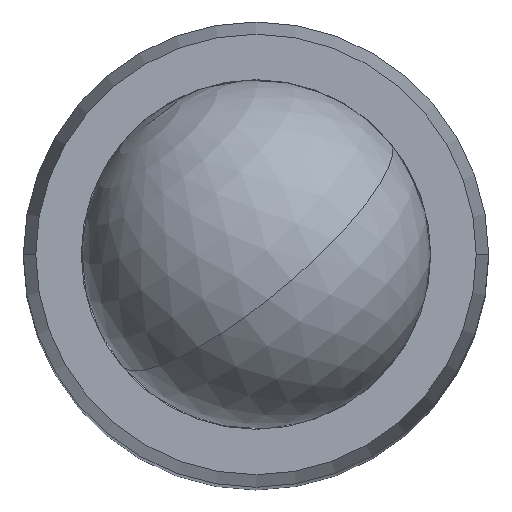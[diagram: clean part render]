
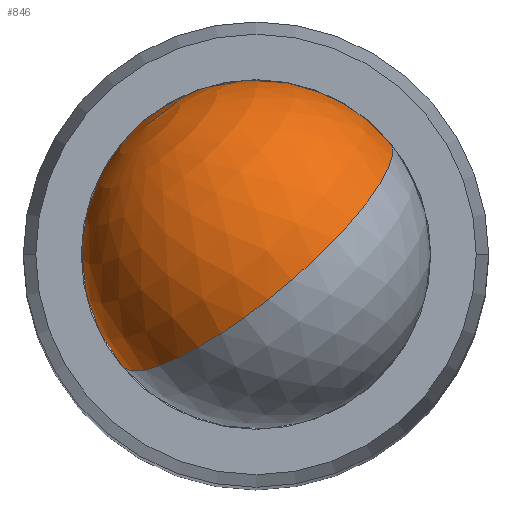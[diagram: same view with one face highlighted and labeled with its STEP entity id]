
A CAD part, top view. The second image highlights one B-rep face of the part: STEP entity #846.
In plain terms, the highlighted spherical face has radius 3.572 mm.
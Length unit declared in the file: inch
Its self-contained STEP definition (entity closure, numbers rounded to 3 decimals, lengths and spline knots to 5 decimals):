
#9 = FACE_OUTER_BOUND ( 'NONE', #871, .T. ) ;
#28 = DIRECTION ( 'NONE',  ( 0.622, -0.743, -0.245 ) ) ;
#37 = ORIENTED_EDGE ( 'NONE', *, *, #403, .T. ) ;
#44 = DIRECTION ( 'NONE',  ( 0.756, 0.652, -0.061 ) ) ;
#58 = CARTESIAN_POINT ( 'NONE',  ( 1.08238, -0.15875, 0.21138 ) ) ;
#80 = VERTEX_POINT ( 'NONE', #118 ) ;
#95 = CIRCLE ( 'NONE', #415, 0.14063 ) ;
#118 = CARTESIAN_POINT ( 'NONE',  ( 1.11124, -0.17953, 0.34744 ) ) ;
#125 = EDGE_CURVE ( 'NONE', #904, #80, #432, .T. ) ;
#158 = DIRECTION ( 'NONE',  ( -0.622, 0.743, 0.245 ) ) ;
#230 = DIRECTION ( 'NONE',  ( -0.622, 0.743, 0.245 ) ) ;
#403 = EDGE_CURVE ( 'NONE', #904, #80, #95, .T. ) ;
#415 = AXIS2_PLACEMENT_3D ( 'NONE', #58, #158, #1150 ) ;
#425 = AXIS2_PLACEMENT_3D ( 'NONE', #1109, #230, #44 ) ;
#432 = CIRCLE ( 'NONE', #745, 0.14062 ) ;
#466 = SPHERICAL_SURFACE ( 'NONE', #425, 0.14063 ) ;
#520 = DIRECTION ( 'NONE',  ( 0.767, 0.642, 0. ) ) ;
#700 = CARTESIAN_POINT ( 'NONE',  ( 1.08238, -0.15875, 0.21138 ) ) ;
#729 = ORIENTED_EDGE ( 'NONE', *, *, #125, .F. ) ;
#745 = AXIS2_PLACEMENT_3D ( 'NONE', #700, #28, #520 ) ;
#846 = ADVANCED_FACE ( 'NONE', ( #9 ), #466, .T. ) ;
#871 = EDGE_LOOP ( 'NONE', ( #729, #37 ) ) ;
#904 = VERTEX_POINT ( 'NONE', #1130 ) ;
#1109 = CARTESIAN_POINT ( 'NONE',  ( 1.08238, -0.15875, 0.21138 ) ) ;
#1130 = CARTESIAN_POINT ( 'NONE',  ( 1.05352, -0.13798, 0.07533 ) ) ;
#1150 = DIRECTION ( 'NONE',  ( -0.767, -0.642, 0. ) ) ;
